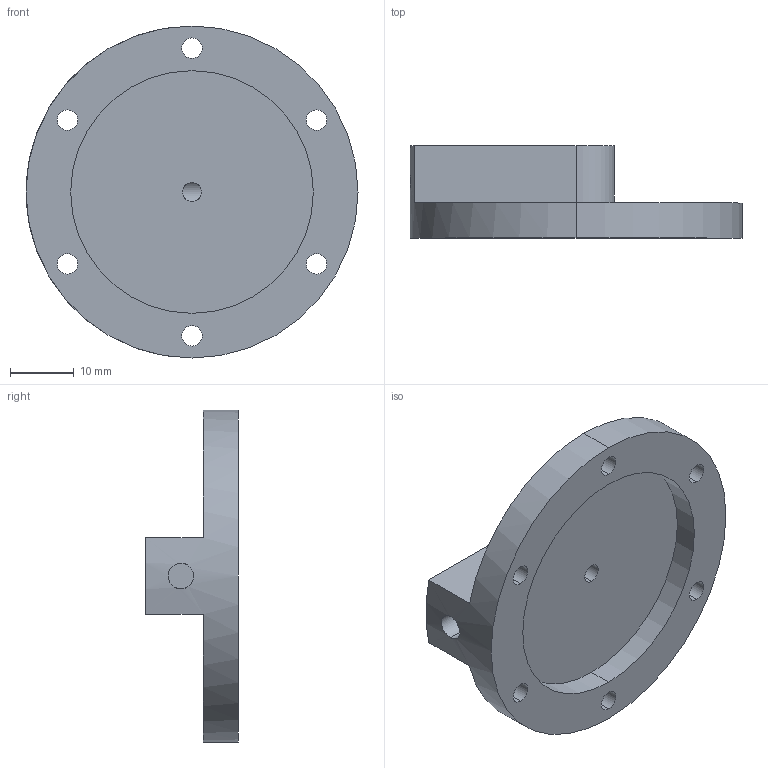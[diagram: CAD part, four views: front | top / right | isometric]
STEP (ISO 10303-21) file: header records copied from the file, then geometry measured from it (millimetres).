
FILE_DESCRIPTION (( 'STEP AP203' ), '1' );
FILE_NAME ('chapeau de vanne de roue alu.STEP', '2018-11-11T17:39:46', ( '' ), ( '' ), 'SwSTEP 2.0', 'SolidWorks 2014', '' );
FILE_SCHEMA (( 'CONFIG_CONTROL_DESIGN' ));
Length unit declared in the file: millimetre
Products named in the file (1): chapeau de vanne de roue alu
Bounding box: 52 x 14.5 x 52 mm (x, y, z)
Volume: 10065.7 mm3; surface area: 6945.6 mm2
Topology: 1 solids, 1 shells, 28 faces, 72 edges, 48 vertices
Faces by surface type: cylinder 21, plane 7
Entity records: 1071 total; most frequent: CARTESIAN_POINT 247, DIRECTION 166, ORIENTED_EDGE 144, EDGE_CURVE 72, AXIS2_PLACEMENT_3D 69, VERTEX_POINT 48, EDGE_LOOP 44, CIRCLE 40
